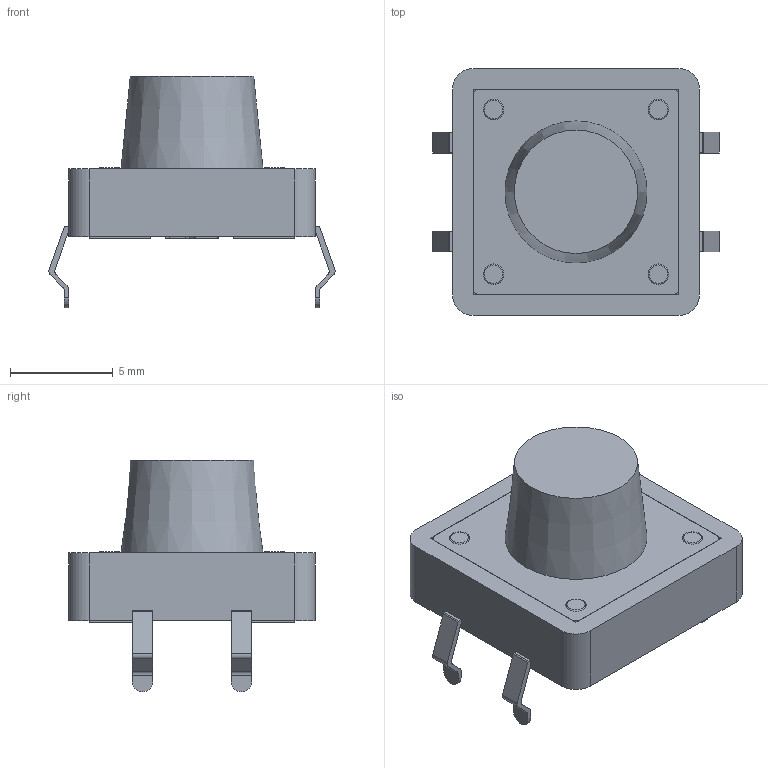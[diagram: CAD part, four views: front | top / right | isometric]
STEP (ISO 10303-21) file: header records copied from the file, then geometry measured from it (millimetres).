
FILE_DESCRIPTION(/* description */ (''),/* implementation_level */ '2;1');
FILE_NAME(/* name */ '12mm x 12mm Tactile switch Button.step',/* time_stamp */ '2021-11-25T18:09:01+06:00',/* author */ (''),/* organization */ (''),/* preprocessor_version */ 'ST-DEVELOPER v18.1',/* originating_system */ 'Autodesk Translation Framework v10.10.0.1391',/* authorisation */ '');
FILE_SCHEMA (('AUTOMOTIVE_DESIGN { 1 0 10303 214 3 1 1 }'));
Length unit declared in the file: millimetre
Products named in the file (5): 12mm x 12mm Tactile switch; External Case; Steel Plate; Push Button; Component4
Assembly tree (7 placements, depth 2):
  12mm x 12mm Tactile switch
    External Case
    Steel Plate
    Push Button
    Component4  x4
Bounding box: 13.92 x 12 x 11.25 mm (x, y, z)
Volume: 534.1 mm3; surface area: 888.4 mm2
Topology: 7 solids, 7 shells, 193 faces, 485 edges, 322 vertices
Faces by surface type: plane 145, cylinder 42, torus 4, bspline 1, cone 1
Full cylindrical faces by diameter (mm): 1 x8, 6.9 x2
Entity records: 4484 total; most frequent: CARTESIAN_POINT 771, DIRECTION 727, ORIENTED_EDGE 718, EDGE_CURVE 359, LINE 299, VECTOR 299, VERTEX_POINT 238, AXIS2_PLACEMENT_3D 214
